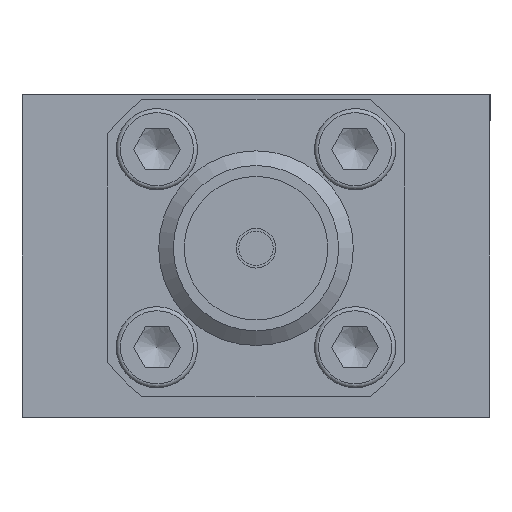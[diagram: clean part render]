
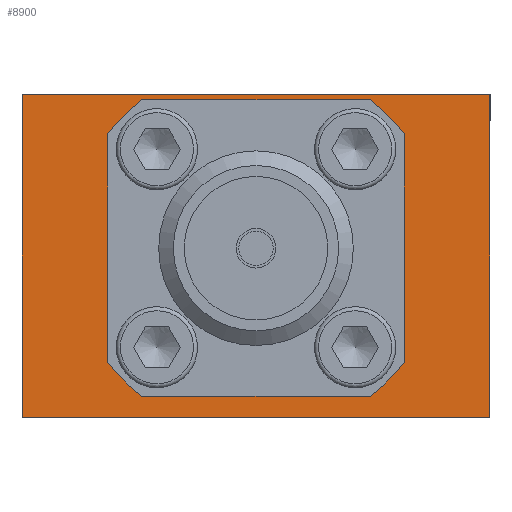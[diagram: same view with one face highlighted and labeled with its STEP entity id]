
A CAD part, left-side view. The second image highlights one B-rep face of the part: STEP entity #8900.
In plain terms, the highlighted planar face has unit normal (-1, 0, 0).
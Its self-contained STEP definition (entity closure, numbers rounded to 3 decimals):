
#261=CIRCLE('',#9271,6.);
#263=CIRCLE('',#9275,6.);
#265=CIRCLE('',#9279,6.);
#267=CIRCLE('',#9283,6.);
#1059=ORIENTED_EDGE('',*,*,#2350,.F.);
#1060=ORIENTED_EDGE('',*,*,#2351,.T.);
#1061=ORIENTED_EDGE('',*,*,#2352,.T.);
#1062=ORIENTED_EDGE('',*,*,#2353,.F.);
#1063=ORIENTED_EDGE('',*,*,#2223,.F.);
#1064=ORIENTED_EDGE('',*,*,#2245,.F.);
#1065=ORIENTED_EDGE('',*,*,#2242,.F.);
#1066=ORIENTED_EDGE('',*,*,#2239,.F.);
#1067=ORIENTED_EDGE('',*,*,#2236,.F.);
#1068=ORIENTED_EDGE('',*,*,#2233,.F.);
#1069=ORIENTED_EDGE('',*,*,#2230,.F.);
#1070=ORIENTED_EDGE('',*,*,#2227,.F.);
#2223=EDGE_CURVE('',#2959,#2960,#261,.T.);
#2227=EDGE_CURVE('',#2960,#2963,#3601,.T.);
#2230=EDGE_CURVE('',#2963,#2965,#263,.T.);
#2233=EDGE_CURVE('',#2965,#2967,#3605,.T.);
#2236=EDGE_CURVE('',#2967,#2969,#265,.T.);
#2239=EDGE_CURVE('',#2969,#2971,#3609,.T.);
#2242=EDGE_CURVE('',#2971,#2973,#267,.T.);
#2245=EDGE_CURVE('',#2973,#2959,#3613,.T.);
#2350=EDGE_CURVE('',#3058,#3059,#3663,.T.);
#2351=EDGE_CURVE('',#3058,#3060,#3664,.T.);
#2352=EDGE_CURVE('',#3060,#3061,#3665,.T.);
#2353=EDGE_CURVE('',#3059,#3061,#3666,.T.);
#2959=VERTEX_POINT('',#11939);
#2960=VERTEX_POINT('',#11940);
#2963=VERTEX_POINT('',#11948);
#2965=VERTEX_POINT('',#11954);
#2967=VERTEX_POINT('',#11960);
#2969=VERTEX_POINT('',#11966);
#2971=VERTEX_POINT('',#11972);
#2973=VERTEX_POINT('',#11978);
#3058=VERTEX_POINT('',#12307);
#3059=VERTEX_POINT('',#12308);
#3060=VERTEX_POINT('',#12310);
#3061=VERTEX_POINT('',#12312);
#3601=LINE('',#11947,#4133);
#3605=LINE('',#11959,#4137);
#3609=LINE('',#11971,#4141);
#3613=LINE('',#11983,#4145);
#3663=LINE('',#12306,#4195);
#3664=LINE('',#12309,#4196);
#3665=LINE('',#12311,#4197);
#3666=LINE('',#12313,#4198);
#4133=VECTOR('',#10140,1000.);
#4137=VECTOR('',#10152,1000.);
#4141=VECTOR('',#10164,1000.);
#4145=VECTOR('',#10176,1000.);
#4195=VECTOR('',#10414,1000.);
#4196=VECTOR('',#10415,1000.);
#4197=VECTOR('',#10416,1000.);
#4198=VECTOR('',#10417,1000.);
#4674=EDGE_LOOP('',(#1059,#1060,#1061,#1062));
#4675=EDGE_LOOP('',(#1063,#1064,#1065,#1066,#1067,#1068,#1069,#1070));
#5258=FACE_BOUND('',#4674,.T.);
#5259=FACE_BOUND('',#4675,.T.);
#5770=PLANE('',#9379);
#8900=ADVANCED_FACE('',(#5258,#5259),#5770,.T.);
#9271=AXIS2_PLACEMENT_3D('',#11938,#10132,#10133);
#9275=AXIS2_PLACEMENT_3D('',#11953,#10145,#10146);
#9279=AXIS2_PLACEMENT_3D('',#11965,#10157,#10158);
#9283=AXIS2_PLACEMENT_3D('',#11977,#10169,#10170);
#9379=AXIS2_PLACEMENT_3D('',#12305,#10412,#10413);
#10132=DIRECTION('',(-1.,0.,0.));
#10133=DIRECTION('',(0.,0.,-1.));
#10140=DIRECTION('',(0.,0.,-1.));
#10145=DIRECTION('',(-1.,0.,0.));
#10146=DIRECTION('',(0.,0.,-1.));
#10152=DIRECTION('',(0.,-1.,0.));
#10157=DIRECTION('',(-1.,0.,0.));
#10158=DIRECTION('',(0.,0.,-1.));
#10164=DIRECTION('',(0.,0.,1.));
#10169=DIRECTION('',(-1.,0.,0.));
#10170=DIRECTION('',(0.,0.,-1.));
#10176=DIRECTION('',(0.,1.,0.));
#10412=DIRECTION('',(-1.,0.,0.));
#10413=DIRECTION('',(0.,0.,1.));
#10414=DIRECTION('',(0.,0.,-1.));
#10415=DIRECTION('',(0.,1.,0.));
#10416=DIRECTION('',(0.,0.,-1.));
#10417=DIRECTION('',(0.,1.,0.));
#11938=CARTESIAN_POINT('',(0.8,1.25,5.425));
#11939=CARTESIAN_POINT('',(0.8,4.916,10.175));
#11940=CARTESIAN_POINT('',(0.8,6.,9.091));
#11947=CARTESIAN_POINT('',(0.8,6.,9.091));
#11948=CARTESIAN_POINT('',(0.8,6.,1.759));
#11953=CARTESIAN_POINT('',(0.8,1.25,5.425));
#11954=CARTESIAN_POINT('',(0.8,4.916,0.675));
#11959=CARTESIAN_POINT('',(0.8,4.916,0.675));
#11960=CARTESIAN_POINT('',(0.8,-2.416,0.675));
#11965=CARTESIAN_POINT('',(0.8,1.25,5.425));
#11966=CARTESIAN_POINT('',(0.8,-3.5,1.759));
#11971=CARTESIAN_POINT('',(0.8,-3.5,1.759));
#11972=CARTESIAN_POINT('',(0.8,-3.5,9.091));
#11977=CARTESIAN_POINT('',(0.8,1.25,5.425));
#11978=CARTESIAN_POINT('',(0.8,-2.416,10.175));
#11983=CARTESIAN_POINT('',(0.8,-2.416,10.175));
#12305=CARTESIAN_POINT('',(0.8,-6.25,5.));
#12306=CARTESIAN_POINT('',(0.8,-6.25,5.));
#12307=CARTESIAN_POINT('',(0.8,-6.25,10.35));
#12308=CARTESIAN_POINT('',(0.8,-6.25,0.));
#12309=CARTESIAN_POINT('',(0.8,-6.25,10.35));
#12310=CARTESIAN_POINT('',(0.8,8.75,10.35));
#12311=CARTESIAN_POINT('',(0.8,8.75,5.));
#12312=CARTESIAN_POINT('',(0.8,8.75,0.));
#12313=CARTESIAN_POINT('',(0.8,-6.25,0.));
